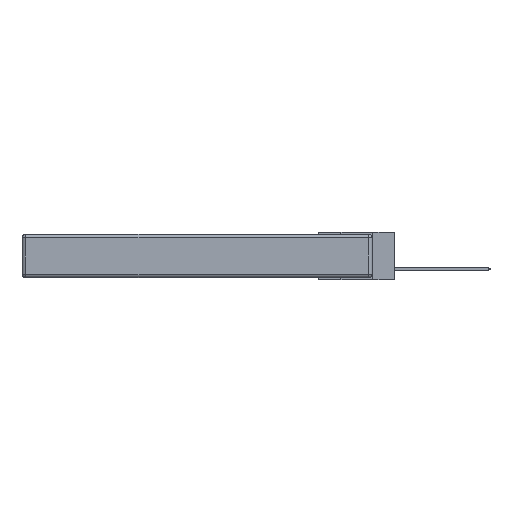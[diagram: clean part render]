
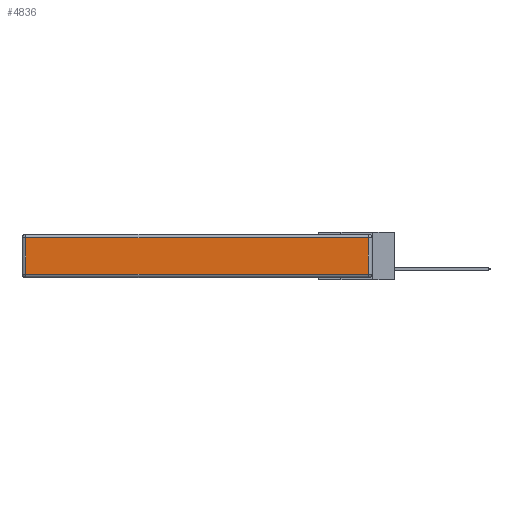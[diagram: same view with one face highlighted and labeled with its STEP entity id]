
A CAD part, left-side view. The second image highlights one B-rep face of the part: STEP entity #4836.
In plain terms, the highlighted planar face has unit normal (-1, 0, 0).
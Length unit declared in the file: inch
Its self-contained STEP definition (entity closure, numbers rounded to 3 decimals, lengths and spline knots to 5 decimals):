
#122 = PLANE ( 'NONE',  #16453 ) ;
#891 = LINE ( 'NONE', #1007, #16380 ) ;
#1007 = CARTESIAN_POINT ( 'NONE',  ( 0., 0.03, -0.343 ) ) ;
#1129 = EDGE_LOOP ( 'NONE', ( #3161, #10678, #6147, #16573 ) ) ;
#1160 = VERTEX_POINT ( 'NONE', #1360 ) ;
#1270 = VECTOR ( 'NONE', #13327, 39.37008 ) ;
#1360 = CARTESIAN_POINT ( 'NONE',  ( 0., 0.03, -0.313 ) ) ;
#1516 = CARTESIAN_POINT ( 'NONE',  ( 0., 2.72, -0.313 ) ) ;
#1816 = LINE ( 'NONE', #10384, #5776 ) ;
#2455 = VERTEX_POINT ( 'NONE', #2967 ) ;
#2605 = DIRECTION ( 'NONE',  ( 0., 0., -1. ) ) ;
#2967 = CARTESIAN_POINT ( 'NONE',  ( 0., 2.72, -0.03 ) ) ;
#3161 = ORIENTED_EDGE ( 'NONE', *, *, #9919, .T. ) ;
#4836 = ADVANCED_FACE ( 'NONE', ( #10495 ), #122, .T. ) ;
#4958 = CARTESIAN_POINT ( 'NONE',  ( 0., 0., -0.313 ) ) ;
#5717 = CARTESIAN_POINT ( 'NONE',  ( 0., 0.03, -0.03 ) ) ;
#5776 = VECTOR ( 'NONE', #2605, 39.37008 ) ;
#6147 = ORIENTED_EDGE ( 'NONE', *, *, #15120, .T. ) ;
#9420 = DIRECTION ( 'NONE',  ( -1., 0., 0. ) ) ;
#9919 = EDGE_CURVE ( 'NONE', #16599, #1160, #16405, .T. ) ;
#10384 = CARTESIAN_POINT ( 'NONE',  ( 0., 2.72, -0.343 ) ) ;
#10432 = CARTESIAN_POINT ( 'NONE',  ( 0., 2.75, -0.03 ) ) ;
#10492 = EDGE_CURVE ( 'NONE', #1160, #14181, #891, .T. ) ;
#10495 = FACE_OUTER_BOUND ( 'NONE', #1129, .T. ) ;
#10678 = ORIENTED_EDGE ( 'NONE', *, *, #10492, .T. ) ;
#10928 = CARTESIAN_POINT ( 'NONE',  ( 0., 0., -0.343 ) ) ;
#11343 = EDGE_CURVE ( 'NONE', #2455, #16599, #1816, .T. ) ;
#12207 = VECTOR ( 'NONE', #14292, 39.37008 ) ;
#13327 = DIRECTION ( 'NONE',  ( 0., 1., 0. ) ) ;
#13636 = DIRECTION ( 'NONE',  ( 0., 0., 1. ) ) ;
#14181 = VERTEX_POINT ( 'NONE', #5717 ) ;
#14292 = DIRECTION ( 'NONE',  ( 0., -1., 0. ) ) ;
#15120 = EDGE_CURVE ( 'NONE', #14181, #2455, #16346, .T. ) ;
#15629 = DIRECTION ( 'NONE',  ( 0., 0., 1. ) ) ;
#16346 = LINE ( 'NONE', #10432, #1270 ) ;
#16380 = VECTOR ( 'NONE', #15629, 39.37008 ) ;
#16405 = LINE ( 'NONE', #4958, #12207 ) ;
#16453 = AXIS2_PLACEMENT_3D ( 'NONE', #10928, #9420, #13636 ) ;
#16573 = ORIENTED_EDGE ( 'NONE', *, *, #11343, .T. ) ;
#16599 = VERTEX_POINT ( 'NONE', #1516 ) ;
